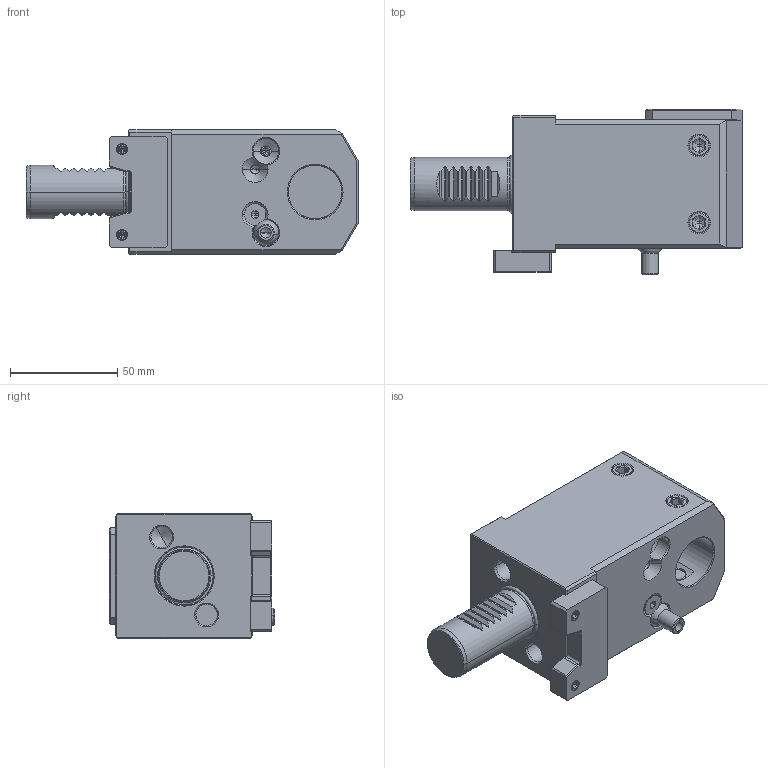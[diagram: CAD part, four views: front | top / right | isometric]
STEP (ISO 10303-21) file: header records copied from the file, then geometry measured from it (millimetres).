
FILE_DESCRIPTION((''),'2;1');
FILE_NAME('NGT_ID_25_25_87_IT','2025-06-18T',('vali'),('NOVA GRUP'),'PRO/ENGINEER BY PARAMETRIC TECHNOLOGY CORPORATION, 2010280','PRO/ENGINEER BY PARAMETRIC TECHNOLOGY CORPORATION, 2010280','');
FILE_SCHEMA(('CONFIG_CONTROL_DESIGN'));
Length unit declared in the file: millimetre
Products named in the file (1): NGT_ID_25_25_87_IT
Bounding box: 155 x 77.34 x 58 mm (x, y, z)
Volume: 377659.3 mm3; surface area: 47222.8 mm2
Topology: 1 solids, 1 shells, 547 faces, 1319 edges, 762 vertices
Faces by surface type: plane 264, cylinder 139, cone 92, bspline 42, torus 8, sphere 2
Entity records: 17742 total; most frequent: CARTESIAN_POINT 5742, ORIENTED_EDGE 2534, DIRECTION 2307, EDGE_CURVE 1267, VECTOR 783, LINE 783, AXIS2_PLACEMENT_3D 762, VERTEX_POINT 762
